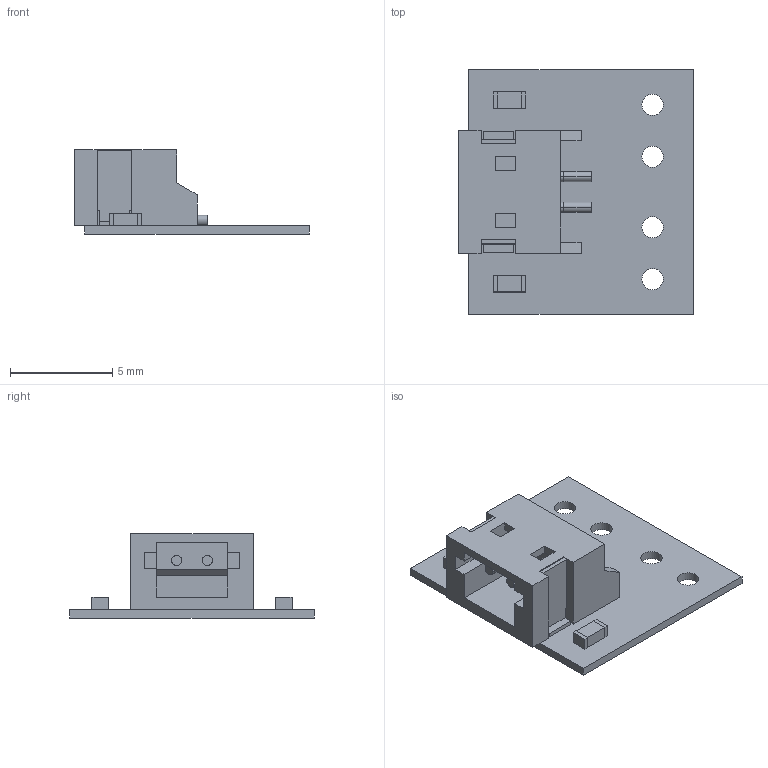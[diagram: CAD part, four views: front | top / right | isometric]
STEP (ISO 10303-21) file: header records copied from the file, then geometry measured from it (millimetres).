
FILE_DESCRIPTION(('Open CASCADE Model'),'2;1');
FILE_NAME('Open CASCADE Shape Model','2023-02-04T13:03:38',('Author'),( 'Open CASCADE'),'Open CASCADE STEP processor 6.8','Open CASCADE 6.8' ,'Unknown');
FILE_SCHEMA(('AUTOMOTIVE_DESIGN { 1 0 10303 214 1 1 1 1 }'));
Length unit declared in the file: millimetre
Products named in the file (14): PCB; Board; Open CASCADE STEP translator 6.8 2.1.1; R2; 6232851200; Extruded; 6232846080; R1; J1; 6232842480; Free-Models; S2B-ZR-SM4A-TF
Assembly tree (17 placements, depth 4):
  PCB
    Board
      Open CASCADE STEP translator 6.8 2.1.1
    R2
      6232851200
        Extruded
      6232846080  x2
        Extruded
    R1
      6232851200
        Extruded
      6232846080  x2
        Extruded
    J1
      6232842480
        Extruded
    Free-Models
      S2B-ZR-SM4A-TF
Bounding box: 11.5 x 12 x 4.12 mm (x, y, z)
Volume: 130.4 mm3; surface area: 511.5 mm2
Topology: 9 solids, 9 shells, 129 faces, 320 edges, 212 vertices
Faces by surface type: plane 113, cylinder 12, torus 4
Full cylindrical faces by diameter (mm): 1.04 x4
Entity records: 4082 total; most frequent: CARTESIAN_POINT 619, ORIENTED_EDGE 544, DIRECTION 542, EDGE_CURVE 272, LINE 240, VECTOR 240, VERTEX_POINT 180, AXIS2_PLACEMENT_3D 151
